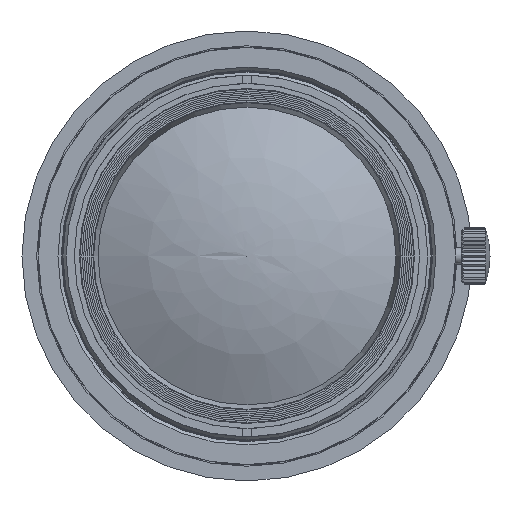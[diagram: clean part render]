
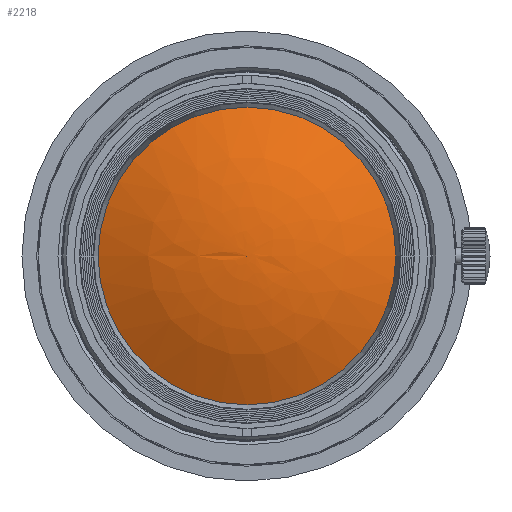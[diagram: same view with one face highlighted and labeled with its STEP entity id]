
A CAD part, left-side view. The second image highlights one B-rep face of the part: STEP entity #2218.
In plain terms, the highlighted face is a revolution surface.
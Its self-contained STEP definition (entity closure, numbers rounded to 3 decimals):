
#111=SURFACE_OF_REVOLUTION('',#296,#114);
#114=AXIS1_PLACEMENT('',#12599,#10369);
#157=VERTEX_LOOP('',#6529);
#296=B_SPLINE_CURVE_WITH_KNOTS('',3,(#12594,#12595,#12596,#12597,#12598),
 .UNSPECIFIED.,.F.,.F.,(4,1,4),(0.,0.539,1.),.UNSPECIFIED.);
#2218=ADVANCED_FACE('',(#2642,#2643),#111,.F.);
#2642=FACE_BOUND('',#3206,.T.);
#2643=FACE_BOUND('',#157,.T.);
#3206=EDGE_LOOP('',(#4397));
#4397=ORIENTED_EDGE('',*,*,#7834,.F.);
#6528=VERTEX_POINT('',#12592);
#6529=VERTEX_POINT('',#12593);
#7834=EDGE_CURVE('',#6528,#6528,#8898,.T.);
#8898=CIRCLE('',#9312,18.2);
#9312=AXIS2_PLACEMENT_3D('',#12591,#10367,#10368);
#10367=DIRECTION('',(1.,0.,0.));
#10368=DIRECTION('',(0.,0.,1.));
#10369=DIRECTION('',(-1.,0.,0.));
#12591=CARTESIAN_POINT('',(-173.896,0.,0.));
#12592=CARTESIAN_POINT('',(-173.896,0.,18.2));
#12593=CARTESIAN_POINT('',(-178.332,0.,0.));
#12594=CARTESIAN_POINT('',(-178.332,0.,0.));
#12595=CARTESIAN_POINT('',(-178.332,3.271,0.));
#12596=CARTESIAN_POINT('',(-177.591,9.338,0.));
#12597=CARTESIAN_POINT('',(-175.349,15.404,0.));
#12598=CARTESIAN_POINT('',(-173.896,18.2,0.));
#12599=CARTESIAN_POINT('',(-178.332,0.,0.));
